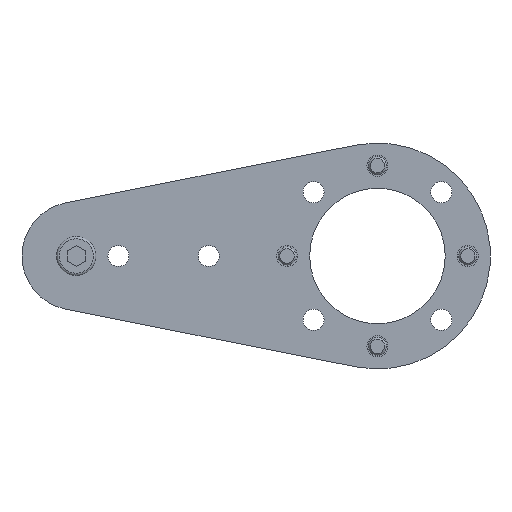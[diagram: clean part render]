
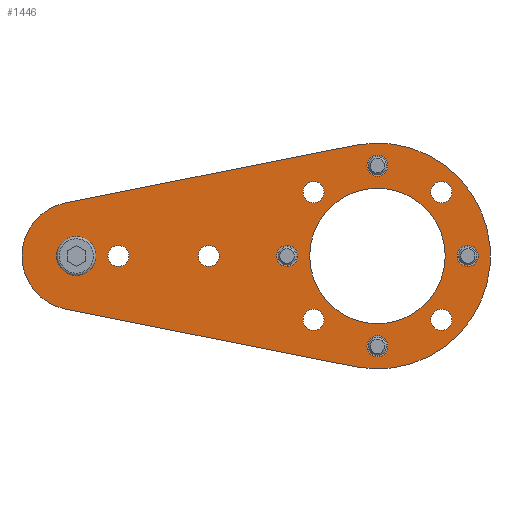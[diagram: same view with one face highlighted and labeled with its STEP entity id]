
A CAD part, front view. The second image highlights one B-rep face of the part: STEP entity #1446.
In plain terms, the highlighted planar face has unit normal (0, -1, 0).
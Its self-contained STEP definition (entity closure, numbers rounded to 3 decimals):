
#50=FACE_BOUND('',#293,.T.);
#51=FACE_BOUND('',#294,.T.);
#52=FACE_BOUND('',#295,.T.);
#53=FACE_BOUND('',#296,.T.);
#54=FACE_BOUND('',#297,.T.);
#55=FACE_BOUND('',#298,.T.);
#56=FACE_BOUND('',#299,.T.);
#57=FACE_BOUND('',#300,.T.);
#58=FACE_BOUND('',#301,.T.);
#59=FACE_BOUND('',#302,.T.);
#60=FACE_BOUND('',#303,.T.);
#61=FACE_BOUND('',#304,.T.);
#75=CIRCLE('',#1533,37.5);
#89=CIRCLE('',#1550,22.5);
#90=CIRCLE('',#1552,18.);
#91=CIRCLE('',#1554,3.5);
#92=CIRCLE('',#1556,3.5);
#93=CIRCLE('',#1558,3.5);
#94=CIRCLE('',#1560,3.5);
#95=CIRCLE('',#1562,3.5);
#96=CIRCLE('',#1564,3.5);
#97=CIRCLE('',#1566,3.5);
#98=CIRCLE('',#1568,3.5);
#99=CIRCLE('',#1570,3.5);
#100=CIRCLE('',#1572,4.5);
#101=CIRCLE('',#1574,3.5);
#188=FACE_OUTER_BOUND('',#292,.T.);
#292=EDGE_LOOP('',(#1052,#1053,#1054,#1055));
#293=EDGE_LOOP('',(#1056));
#294=EDGE_LOOP('',(#1057));
#295=EDGE_LOOP('',(#1058));
#296=EDGE_LOOP('',(#1059));
#297=EDGE_LOOP('',(#1060));
#298=EDGE_LOOP('',(#1061));
#299=EDGE_LOOP('',(#1062));
#300=EDGE_LOOP('',(#1063));
#301=EDGE_LOOP('',(#1064));
#302=EDGE_LOOP('',(#1065));
#303=EDGE_LOOP('',(#1066));
#304=EDGE_LOOP('',(#1067));
#394=LINE('',#2159,#521);
#398=LINE('',#2171,#525);
#521=VECTOR('',#1700,1.);
#525=VECTOR('',#1712,1.);
#648=VERTEX_POINT('',#2156);
#649=VERTEX_POINT('',#2158);
#651=VERTEX_POINT('',#2164);
#653=VERTEX_POINT('',#2170);
#666=VERTEX_POINT('',#2200);
#667=VERTEX_POINT('',#2206);
#668=VERTEX_POINT('',#2210);
#669=VERTEX_POINT('',#2214);
#670=VERTEX_POINT('',#2218);
#671=VERTEX_POINT('',#2222);
#672=VERTEX_POINT('',#2226);
#673=VERTEX_POINT('',#2230);
#674=VERTEX_POINT('',#2234);
#675=VERTEX_POINT('',#2238);
#676=VERTEX_POINT('',#2242);
#677=VERTEX_POINT('',#2246);
#779=EDGE_CURVE('',#649,#648,#394,.T.);
#782=EDGE_CURVE('',#651,#649,#75,.T.);
#785=EDGE_CURVE('',#653,#651,#398,.T.);
#800=EDGE_CURVE('',#666,#666,#89,.T.);
#802=EDGE_CURVE('',#648,#653,#90,.T.);
#803=EDGE_CURVE('',#667,#667,#91,.T.);
#805=EDGE_CURVE('',#668,#668,#92,.T.);
#807=EDGE_CURVE('',#669,#669,#93,.T.);
#809=EDGE_CURVE('',#670,#670,#94,.T.);
#811=EDGE_CURVE('',#671,#671,#95,.T.);
#813=EDGE_CURVE('',#672,#672,#96,.T.);
#815=EDGE_CURVE('',#673,#673,#97,.T.);
#817=EDGE_CURVE('',#674,#674,#98,.T.);
#819=EDGE_CURVE('',#675,#675,#99,.T.);
#821=EDGE_CURVE('',#676,#676,#100,.T.);
#823=EDGE_CURVE('',#677,#677,#101,.T.);
#1052=ORIENTED_EDGE('',*,*,#802,.T.);
#1053=ORIENTED_EDGE('',*,*,#785,.T.);
#1054=ORIENTED_EDGE('',*,*,#782,.T.);
#1055=ORIENTED_EDGE('',*,*,#779,.T.);
#1056=ORIENTED_EDGE('',*,*,#821,.T.);
#1057=ORIENTED_EDGE('',*,*,#819,.T.);
#1058=ORIENTED_EDGE('',*,*,#817,.T.);
#1059=ORIENTED_EDGE('',*,*,#815,.T.);
#1060=ORIENTED_EDGE('',*,*,#813,.T.);
#1061=ORIENTED_EDGE('',*,*,#811,.T.);
#1062=ORIENTED_EDGE('',*,*,#823,.T.);
#1063=ORIENTED_EDGE('',*,*,#809,.T.);
#1064=ORIENTED_EDGE('',*,*,#807,.T.);
#1065=ORIENTED_EDGE('',*,*,#805,.T.);
#1066=ORIENTED_EDGE('',*,*,#803,.T.);
#1067=ORIENTED_EDGE('',*,*,#800,.T.);
#1377=PLANE('',#1573);
#1446=ADVANCED_FACE('',(#188,#50,#51,#52,#53,#54,#55,#56,#57,#58,#59,#60,
#61),#1377,.F.);
#1533=AXIS2_PLACEMENT_3D('',#2165,#1706,#1707);
#1550=AXIS2_PLACEMENT_3D('',#2201,#1744,#1745);
#1552=AXIS2_PLACEMENT_3D('',#2204,#1749,#1750);
#1554=AXIS2_PLACEMENT_3D('',#2207,#1753,#1754);
#1556=AXIS2_PLACEMENT_3D('',#2211,#1758,#1759);
#1558=AXIS2_PLACEMENT_3D('',#2215,#1763,#1764);
#1560=AXIS2_PLACEMENT_3D('',#2219,#1768,#1769);
#1562=AXIS2_PLACEMENT_3D('',#2223,#1773,#1774);
#1564=AXIS2_PLACEMENT_3D('',#2227,#1778,#1779);
#1566=AXIS2_PLACEMENT_3D('',#2231,#1783,#1784);
#1568=AXIS2_PLACEMENT_3D('',#2235,#1788,#1789);
#1570=AXIS2_PLACEMENT_3D('',#2239,#1793,#1794);
#1572=AXIS2_PLACEMENT_3D('',#2243,#1798,#1799);
#1573=AXIS2_PLACEMENT_3D('',#2245,#1801,#1802);
#1574=AXIS2_PLACEMENT_3D('',#2247,#1803,#1804);
#1700=DIRECTION('',(-0.981,0.,-0.195));
#1706=DIRECTION('center_axis',(0.,-1.,0.));
#1707=DIRECTION('ref_axis',(0.,0.,
-1.));
#1712=DIRECTION('',(0.981,0.,-0.195));
#1744=DIRECTION('center_axis',(0.,1.,0.));
#1745=DIRECTION('ref_axis',(-1.,0.,0.));
#1749=DIRECTION('center_axis',(0.,-1.,0.));
#1750=DIRECTION('ref_axis',(0.,0.,
-1.));
#1753=DIRECTION('center_axis',(0.,1.,0.));
#1754=DIRECTION('ref_axis',(-1.,0.,0.));
#1758=DIRECTION('center_axis',(0.,1.,0.));
#1759=DIRECTION('ref_axis',(-1.,0.,0.));
#1763=DIRECTION('center_axis',(0.,1.,0.));
#1764=DIRECTION('ref_axis',(-1.,0.,0.));
#1768=DIRECTION('center_axis',(0.,1.,0.));
#1769=DIRECTION('ref_axis',(-1.,0.,0.));
#1773=DIRECTION('center_axis',(0.,1.,0.));
#1774=DIRECTION('ref_axis',(-1.,0.,0.));
#1778=DIRECTION('center_axis',(0.,1.,0.));
#1779=DIRECTION('ref_axis',(-1.,0.,0.));
#1783=DIRECTION('center_axis',(0.,1.,0.));
#1784=DIRECTION('ref_axis',(-1.,0.,0.));
#1788=DIRECTION('center_axis',(0.,1.,0.));
#1789=DIRECTION('ref_axis',(-1.,0.,0.));
#1793=DIRECTION('center_axis',(0.,1.,0.));
#1794=DIRECTION('ref_axis',(-1.,0.,0.));
#1798=DIRECTION('center_axis',(0.,1.,0.));
#1799=DIRECTION('ref_axis',(-1.,0.,0.));
#1801=DIRECTION('center_axis',(0.,1.,0.));
#1802=DIRECTION('ref_axis',(-1.,0.,0.));
#1803=DIRECTION('center_axis',(0.,1.,0.));
#1804=DIRECTION('ref_axis',(-1.,0.,0.));
#2156=CARTESIAN_POINT('',(-3.51,-9.,17.654));
#2158=CARTESIAN_POINT('',(92.687,-9.,36.78));
#2159=CARTESIAN_POINT('',(44.589,-9.,27.217));
#2164=CARTESIAN_POINT('',(92.688,-9.,-36.78));
#2165=CARTESIAN_POINT('Origin',(100.,-9.,0.));
#2170=CARTESIAN_POINT('',(-3.51,-9.,-17.654));
#2171=CARTESIAN_POINT('',(92.688,-9.,-36.78));
#2200=CARTESIAN_POINT('',(122.5,-9.,0.));
#2201=CARTESIAN_POINT('Origin',(100.,-9.,0.));
#2204=CARTESIAN_POINT('Origin',(0.,-9.,0.));
#2206=CARTESIAN_POINT('',(17.5,-9.,0.));
#2207=CARTESIAN_POINT('Origin',(14.,-9.,0.));
#2210=CARTESIAN_POINT('',(47.5,-9.,0.));
#2211=CARTESIAN_POINT('Origin',(44.,-9.,0.));
#2214=CARTESIAN_POINT('',(73.5,-9.,0.));
#2215=CARTESIAN_POINT('Origin',(70.,-9.,0.));
#2218=CARTESIAN_POINT('',(103.5,-9.,30.));
#2219=CARTESIAN_POINT('Origin',(100.,-9.,30.));
#2222=CARTESIAN_POINT('',(133.5,-9.,0.));
#2223=CARTESIAN_POINT('Origin',(130.,-9.,0.));
#2226=CARTESIAN_POINT('',(124.713,-9.,-21.213));
#2227=CARTESIAN_POINT('Origin',(121.213,-9.,-21.213));
#2230=CARTESIAN_POINT('',(103.5,-9.,-30.));
#2231=CARTESIAN_POINT('Origin',(100.,-9.,-30.));
#2234=CARTESIAN_POINT('',(82.287,-9.,21.213));
#2235=CARTESIAN_POINT('Origin',(78.787,-9.,21.213));
#2238=CARTESIAN_POINT('',(82.287,-9.,-21.213));
#2239=CARTESIAN_POINT('Origin',(78.787,-9.,-21.213));
#2242=CARTESIAN_POINT('',(4.5,-9.,0.));
#2243=CARTESIAN_POINT('Origin',(0.,-9.,0.));
#2245=CARTESIAN_POINT('Origin',(100.,-9.,0.));
#2246=CARTESIAN_POINT('',(124.713,-9.,21.213));
#2247=CARTESIAN_POINT('Origin',(121.213,-9.,21.213));
